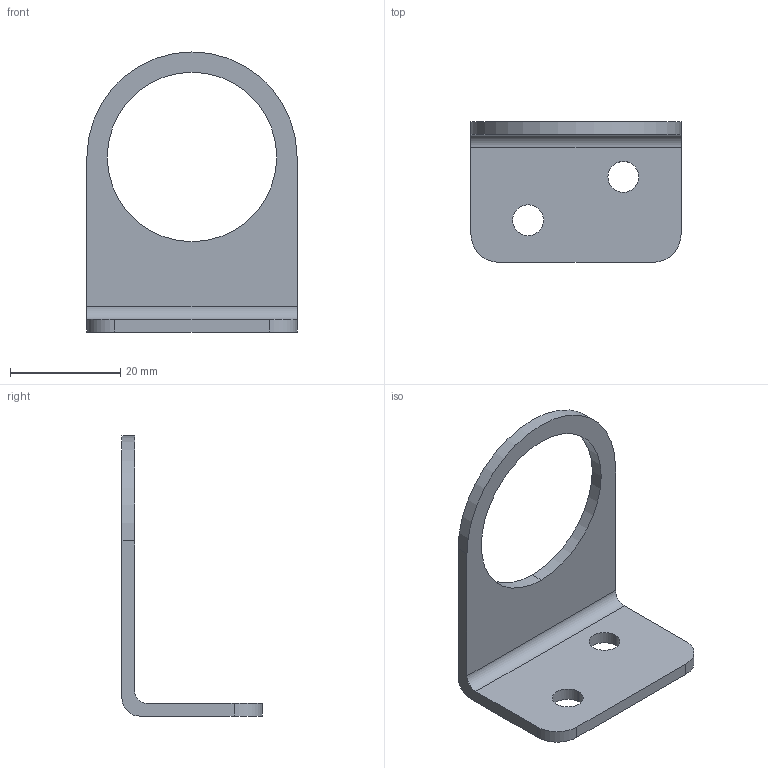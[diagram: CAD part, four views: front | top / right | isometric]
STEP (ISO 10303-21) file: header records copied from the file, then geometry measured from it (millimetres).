
FILE_DESCRIPTION (( 'STEP AP203' ), '1' );
FILE_NAME ('FBKT-8A.STEP', '2023-07-20T19:04:41', ( '' ), ( '' ), 'SwSTEP 2.0', 'SolidWorks 2021', '' );
FILE_SCHEMA (( 'CONFIG_CONTROL_DESIGN' ));
Length unit declared in the file: inch
Products named in the file (1): FBKT-8A
Bounding box: 38.1 x 25.4 x 50.8 mm (x, y, z)
Volume: 4208.1 mm3; surface area: 4390.9 mm2
Topology: 1 solids, 1 shells, 18 faces, 48 edges, 32 vertices
Faces by surface type: cylinder 11, plane 7
Entity records: 665 total; most frequent: DIRECTION 108, CARTESIAN_POINT 99, ORIENTED_EDGE 96, EDGE_CURVE 48, AXIS2_PLACEMENT_3D 41, VERTEX_POINT 32, VECTOR 26, LINE 26
